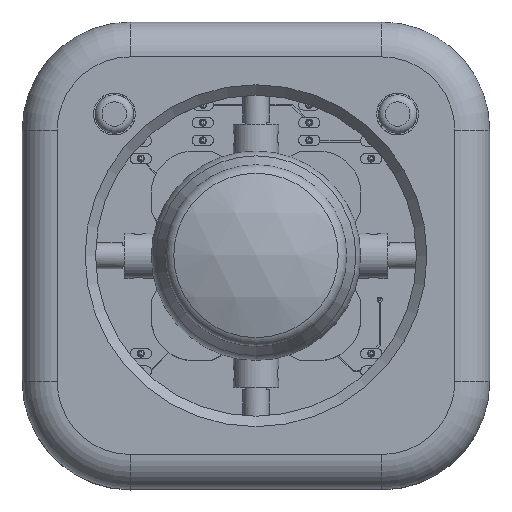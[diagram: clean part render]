
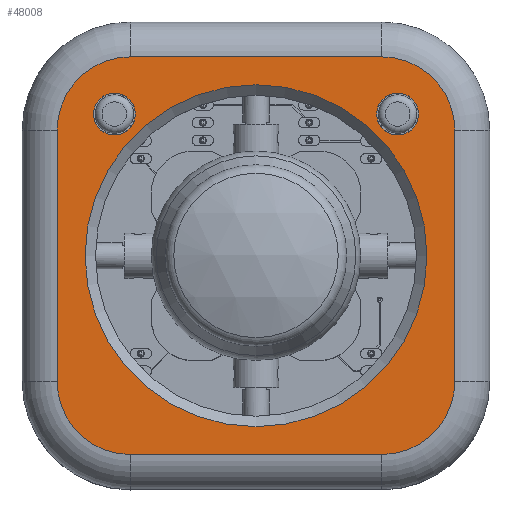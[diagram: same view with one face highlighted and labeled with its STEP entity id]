
A CAD part, top view. The second image highlights one B-rep face of the part: STEP entity #48008.
In plain terms, the highlighted planar face has unit normal (0, 0, 1).
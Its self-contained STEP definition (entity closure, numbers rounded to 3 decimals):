
#1634=FACE_BOUND('',#10213,.T.);
#1635=FACE_BOUND('',#10214,.T.);
#1636=FACE_BOUND('',#10215,.T.);
#3316=CIRCLE('',#52635,3.);
#3328=CIRCLE('',#52661,3.);
#3332=CIRCLE('',#52678,10.5);
#3335=CIRCLE('',#52683,10.5);
#3339=CIRCLE('',#52689,10.5);
#3343=CIRCLE('',#52695,10.5);
#3347=CIRCLE('',#52705,24.5);
#6837=FACE_OUTER_BOUND('',#10212,.T.);
#10212=EDGE_LOOP('',(#42625,#42626,#42627,#42628,#42629,#42630,#42631,#42632));
#10213=EDGE_LOOP('',(#42633));
#10214=EDGE_LOOP('',(#42634));
#10215=EDGE_LOOP('',(#42635));
#14771=LINE('',#80075,#19458);
#14773=LINE('',#80087,#19460);
#14775=LINE('',#80099,#19462);
#14777=LINE('',#80108,#19464);
#19458=VECTOR('',#65652,10.);
#19460=VECTOR('',#65666,10.);
#19462=VECTOR('',#65680,10.);
#19464=VECTOR('',#65692,10.);
#23745=VERTEX_POINT('',#79880);
#23761=VERTEX_POINT('',#79982);
#23790=VERTEX_POINT('',#80063);
#23793=VERTEX_POINT('',#80068);
#23795=VERTEX_POINT('',#80073);
#23797=VERTEX_POINT('',#80079);
#23799=VERTEX_POINT('',#80085);
#23801=VERTEX_POINT('',#80091);
#23803=VERTEX_POINT('',#80097);
#23805=VERTEX_POINT('',#80103);
#23811=VERTEX_POINT('',#80131);
#30058=EDGE_CURVE('',#23745,#23745,#3316,.T.);
#30085=EDGE_CURVE('',#23761,#23761,#3328,.T.);
#30126=EDGE_CURVE('',#23793,#23790,#3332,.T.);
#30128=EDGE_CURVE('',#23795,#23793,#14771,.T.);
#30131=EDGE_CURVE('',#23797,#23795,#3335,.T.);
#30134=EDGE_CURVE('',#23799,#23797,#14773,.T.);
#30137=EDGE_CURVE('',#23801,#23799,#3339,.T.);
#30140=EDGE_CURVE('',#23803,#23801,#14775,.T.);
#30143=EDGE_CURVE('',#23805,#23803,#3343,.T.);
#30145=EDGE_CURVE('',#23790,#23805,#14777,.T.);
#30158=EDGE_CURVE('',#23811,#23811,#3347,.T.);
#42625=ORIENTED_EDGE('',*,*,#30126,.F.);
#42626=ORIENTED_EDGE('',*,*,#30128,.F.);
#42627=ORIENTED_EDGE('',*,*,#30131,.F.);
#42628=ORIENTED_EDGE('',*,*,#30134,.F.);
#42629=ORIENTED_EDGE('',*,*,#30137,.F.);
#42630=ORIENTED_EDGE('',*,*,#30140,.F.);
#42631=ORIENTED_EDGE('',*,*,#30143,.F.);
#42632=ORIENTED_EDGE('',*,*,#30145,.F.);
#42633=ORIENTED_EDGE('',*,*,#30058,.T.);
#42634=ORIENTED_EDGE('',*,*,#30085,.T.);
#42635=ORIENTED_EDGE('',*,*,#30158,.F.);
#45376=PLANE('',#52704);
#48008=ADVANCED_FACE('',(#6837,#1634,#1635,#1636),#45376,.T.);
#52635=AXIS2_PLACEMENT_3D('',#79882,#65513,#65514);
#52661=AXIS2_PLACEMENT_3D('',#79984,#65575,#65576);
#52678=AXIS2_PLACEMENT_3D('',#80070,#65646,#65647);
#52683=AXIS2_PLACEMENT_3D('',#80081,#65658,#65659);
#52689=AXIS2_PLACEMENT_3D('',#80093,#65672,#65673);
#52695=AXIS2_PLACEMENT_3D('',#80105,#65686,#65687);
#52704=AXIS2_PLACEMENT_3D('',#80130,#65715,#65716);
#52705=AXIS2_PLACEMENT_3D('',#80132,#65717,#65718);
#65513=DIRECTION('center_axis',(0.,0.,-1.));
#65514=DIRECTION('ref_axis',(-1.,0.,0.));
#65575=DIRECTION('center_axis',(0.,0.,-1.));
#65576=DIRECTION('ref_axis',(1.,0.,0.));
#65646=DIRECTION('center_axis',(0.,0.,-1.));
#65647=DIRECTION('ref_axis',(-0.707,-0.707,0.));
#65652=DIRECTION('',(-1.,0.,0.));
#65658=DIRECTION('center_axis',(0.,0.,-1.));
#65659=DIRECTION('ref_axis',(0.707,-0.707,0.));
#65666=DIRECTION('',(0.,-1.,0.));
#65672=DIRECTION('center_axis',(0.,0.,-1.));
#65673=DIRECTION('ref_axis',(0.707,0.707,0.));
#65680=DIRECTION('',(1.,0.,0.));
#65686=DIRECTION('center_axis',(0.,0.,-1.));
#65687=DIRECTION('ref_axis',(-0.707,0.707,0.));
#65692=DIRECTION('',(0.,1.,0.));
#65715=DIRECTION('center_axis',(0.,0.,1.));
#65716=DIRECTION('ref_axis',(1.,0.,0.));
#65717=DIRECTION('center_axis',(0.,0.,1.));
#65718=DIRECTION('ref_axis',(1.,0.,0.));
#79880=CARTESIAN_POINT('',(-17.298,20.298,18.79));
#79882=CARTESIAN_POINT('Origin',(-20.298,20.298,18.79));
#79982=CARTESIAN_POINT('',(17.298,20.298,18.79));
#79984=CARTESIAN_POINT('Origin',(20.298,20.298,18.79));
#80063=CARTESIAN_POINT('',(-28.5,-18.,18.79));
#80068=CARTESIAN_POINT('',(-18.,-28.5,18.79));
#80070=CARTESIAN_POINT('Origin',(-18.,-18.,18.79));
#80073=CARTESIAN_POINT('',(18.,-28.5,18.79));
#80075=CARTESIAN_POINT('',(-9.,-28.5,18.79));
#80079=CARTESIAN_POINT('',(28.5,-18.,18.79));
#80081=CARTESIAN_POINT('Origin',(18.,-18.,18.79));
#80085=CARTESIAN_POINT('',(28.5,18.,18.79));
#80087=CARTESIAN_POINT('',(28.5,-9.,18.79));
#80091=CARTESIAN_POINT('',(18.,28.5,18.79));
#80093=CARTESIAN_POINT('Origin',(18.,18.,18.79));
#80097=CARTESIAN_POINT('',(-18.,28.5,18.79));
#80099=CARTESIAN_POINT('',(9.,28.5,18.79));
#80103=CARTESIAN_POINT('',(-28.5,18.,18.79));
#80105=CARTESIAN_POINT('Origin',(-18.,18.,18.79));
#80108=CARTESIAN_POINT('',(-28.5,9.,18.79));
#80130=CARTESIAN_POINT('Origin',(0.,0.,
18.79));
#80131=CARTESIAN_POINT('',(-24.5,0.,18.79));
#80132=CARTESIAN_POINT('Origin',(0.,0.,18.79));
